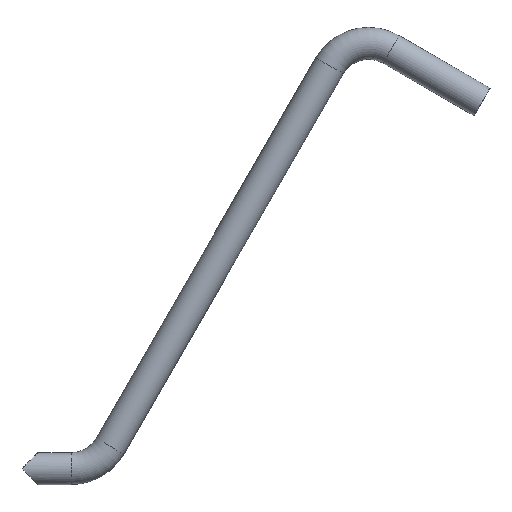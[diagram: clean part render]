
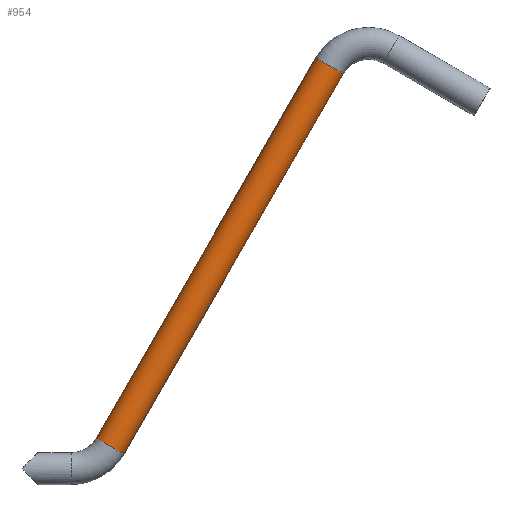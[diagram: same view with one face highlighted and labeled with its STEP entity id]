
A CAD part, front view. The second image highlights one B-rep face of the part: STEP entity #954.
In plain terms, the highlighted cylindrical face has radius 10.65 mm (diameter 21.3 mm), a partial arc.
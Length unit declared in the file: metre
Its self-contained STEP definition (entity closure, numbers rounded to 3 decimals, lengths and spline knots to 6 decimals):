
#12 = EDGE_CURVE ( 'NONE', #148, #126, #221, .T. ) ;
#24 = DIRECTION ( 'NONE',  ( -0.5, 0., -0.866 ) ) ;
#29 = LINE ( 'NONE', #379, #359 ) ;
#69 = EDGE_CURVE ( 'NONE', #340, #126, #844, .T. ) ;
#98 = AXIS2_PLACEMENT_3D ( 'NONE', #516, #1001, #120 ) ;
#120 = DIRECTION ( 'NONE',  ( 0.866, 0., -0.5 ) ) ;
#126 = VERTEX_POINT ( 'NONE', #418 ) ;
#148 = VERTEX_POINT ( 'NONE', #324 ) ;
#168 = DIRECTION ( 'NONE',  ( -0.866, 0., 0.5 ) ) ;
#173 = DIRECTION ( 'NONE',  ( -0.5, 0., -0.866 ) ) ;
#212 = CARTESIAN_POINT ( 'NONE',  ( 0.214223, 0., -0.006857 ) ) ;
#221 = CIRCLE ( 'NONE', #846, 0.01065 ) ;
#239 = ORIENTED_EDGE ( 'NONE', *, *, #12, .F. ) ;
#307 = DIRECTION ( 'NONE',  ( -0.5, 0., -0.866 ) ) ;
#324 = CARTESIAN_POINT ( 'NONE',  ( 0.067883, 0., -0.260325 ) ) ;
#340 = VERTEX_POINT ( 'NONE', #939 ) ;
#359 = VECTOR ( 'NONE', #307, 1. ) ;
#379 = CARTESIAN_POINT ( 'NONE',  ( 0.214223, 0., -0.006857 ) ) ;
#394 = CARTESIAN_POINT ( 'NONE',  ( 0.205, 0., -0.001532 ) ) ;
#404 = EDGE_CURVE ( 'NONE', #480, #148, #29, .T. ) ;
#418 = CARTESIAN_POINT ( 'NONE',  ( 0.049437, 0., -0.249675 ) ) ;
#480 = VERTEX_POINT ( 'NONE', #212 ) ;
#516 = CARTESIAN_POINT ( 'NONE',  ( 0.205, 0., -0.001532 ) ) ;
#537 = ORIENTED_EDGE ( 'NONE', *, *, #404, .F. ) ;
#555 = FACE_OUTER_BOUND ( 'NONE', #1044, .T. ) ;
#559 = ORIENTED_EDGE ( 'NONE', *, *, #1000, .F. ) ;
#560 = DIRECTION ( 'NONE',  ( -0.5, 0., -0.866 ) ) ;
#653 = CIRCLE ( 'NONE', #98, 0.01065 ) ;
#700 = CYLINDRICAL_SURFACE ( 'NONE', #824, 0.01065 ) ;
#740 = ORIENTED_EDGE ( 'NONE', *, *, #69, .T. ) ;
#812 = CARTESIAN_POINT ( 'NONE',  ( 0.05866, 0., -0.255 ) ) ;
#824 = AXIS2_PLACEMENT_3D ( 'NONE', #394, #560, #883 ) ;
#844 = LINE ( 'NONE', #1011, #901 ) ;
#846 = AXIS2_PLACEMENT_3D ( 'NONE', #812, #173, #168 ) ;
#883 = DIRECTION ( 'NONE',  ( -0.866, 0., 0.5 ) ) ;
#901 = VECTOR ( 'NONE', #24, 1. ) ;
#939 = CARTESIAN_POINT ( 'NONE',  ( 0.195777, 0., 0.003793 ) ) ;
#954 = ADVANCED_FACE ( 'NONE', ( #555 ), #700, .T. ) ;
#1000 = EDGE_CURVE ( 'NONE', #340, #480, #653, .T. ) ;
#1001 = DIRECTION ( 'NONE',  ( 0.5, 0., 0.866 ) ) ;
#1011 = CARTESIAN_POINT ( 'NONE',  ( 0.195777, 0., 0.003793 ) ) ;
#1044 = EDGE_LOOP ( 'NONE', ( #537, #559, #740, #239 ) ) ;
